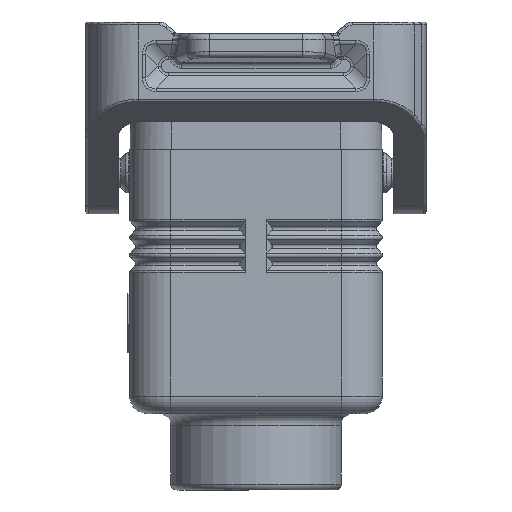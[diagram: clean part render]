
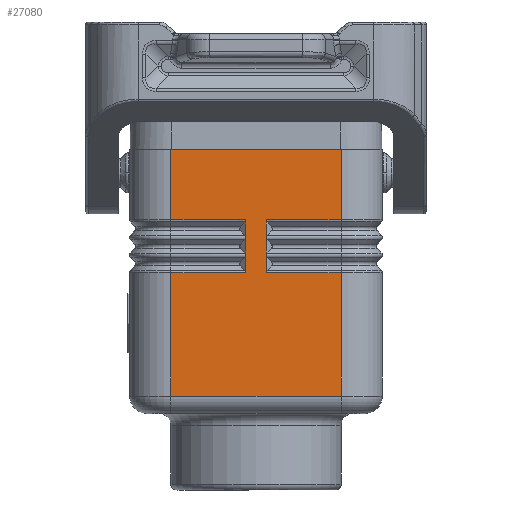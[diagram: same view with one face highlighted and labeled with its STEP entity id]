
A CAD part, left-side view. The second image highlights one B-rep face of the part: STEP entity #27080.
In plain terms, the highlighted planar face has unit normal (-1, 0, 0).
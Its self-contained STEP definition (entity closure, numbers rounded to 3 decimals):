
#9920=CARTESIAN_POINT('',(-36.5,14.5,42.));
#9930=VERTEX_POINT('',#9920);
#10610=CARTESIAN_POINT('',(-36.5,14.5,12.));
#10620=VERTEX_POINT('',#10610);
#16140=CARTESIAN_POINT('',(-36.5,-14.5,21.));
#16150=VERTEX_POINT('',#16140);
#16200=CARTESIAN_POINT('',(-36.5,-14.5,0.));
#16210=DIRECTION('',(0.,0.,1.));
#16220=VECTOR('',#16210,1.);
#16230=LINE('',#16200,#16220);
#16240=CARTESIAN_POINT('',(-36.5,-14.5,42.));
#16250=VERTEX_POINT('',#16240);
#16260=EDGE_CURVE('',#16150,#16250,#16230,.T.);
#23180=CARTESIAN_POINT('',(-36.5,14.5,42.));
#23190=DIRECTION('',(0.,-1.,0.));
#23200=VECTOR('',#23190,1.);
#23210=LINE('',#23180,#23200);
#23220=EDGE_CURVE('',#9930,#16250,#23210,.T.);
#25690=CARTESIAN_POINT('',(-36.5,-14.5,0.));
#25700=VERTEX_POINT('',#25690);
#26040=CARTESIAN_POINT('',(-36.5,14.5,0.));
#26050=VERTEX_POINT('',#26040);
#26080=CARTESIAN_POINT('',(-36.5,0.,0.));
#26090=DIRECTION('',(0.,-1.,0.));
#26100=VECTOR('',#26090,1.);
#26110=LINE('',#26080,#26100);
#26120=EDGE_CURVE('',#26050,#25700,#26110,.T.);
#26240=CARTESIAN_POINT('',(-36.5,0.,45.));
#26250=DIRECTION('',(-1.,0.,0.));
#26260=DIRECTION('',(0.,0.,1.));
#26270=AXIS2_PLACEMENT_3D('',#26240,#26250,#26260);
#26280=PLANE('',#26270);
#26290=CARTESIAN_POINT('',(-36.5,1.75,-5.));
#26300=DIRECTION('',(0.,0.,1.));
#26310=VECTOR('',#26300,1.);
#26320=LINE('',#26290,#26310);
#26330=CARTESIAN_POINT('',(-36.5,1.75,12.));
#26340=VERTEX_POINT('',#26330);
#26350=CARTESIAN_POINT('',(-36.5,1.75,15.));
#26360=VERTEX_POINT('',#26350);
#26370=EDGE_CURVE('',#26340,#26360,#26320,.T.);
#26380=ORIENTED_EDGE('',*,*,#26370,.F.);
#26390=CARTESIAN_POINT('',(-36.5,1.75,18.));
#26400=VERTEX_POINT('',#26390);
#26410=EDGE_CURVE('',#26360,#26400,#26320,.T.);
#26420=ORIENTED_EDGE('',*,*,#26410,.F.);
#26430=CARTESIAN_POINT('',(-36.5,1.75,21.));
#26440=VERTEX_POINT('',#26430);
#26450=EDGE_CURVE('',#26400,#26440,#26320,.T.);
#26460=ORIENTED_EDGE('',*,*,#26450,.F.);
#26470=CARTESIAN_POINT('',(-36.5,0.,21.));
#26480=DIRECTION('',(0.,1.,0.));
#26490=VECTOR('',#26480,1.);
#26500=LINE('',#26470,#26490);
#26510=CARTESIAN_POINT('',(-36.5,14.5,21.));
#26520=VERTEX_POINT('',#26510);
#26530=EDGE_CURVE('',#26440,#26520,#26500,.T.);
#26540=ORIENTED_EDGE('',*,*,#26530,.F.);
#26550=CARTESIAN_POINT('',(-36.5,14.5,0.));
#26560=DIRECTION('',(0.,0.,1.));
#26570=VECTOR('',#26560,1.);
#26580=LINE('',#26550,#26570);
#26590=EDGE_CURVE('',#26520,#9930,#26580,.T.);
#26600=ORIENTED_EDGE('',*,*,#26590,.F.);
#26610=ORIENTED_EDGE('',*,*,#23220,.F.);
#26620=ORIENTED_EDGE('',*,*,#16260,.T.);
#26630=CARTESIAN_POINT('',(-36.5,0.,21.));
#26640=DIRECTION('',(0.,-1.,0.));
#26650=VECTOR('',#26640,1.);
#26660=LINE('',#26630,#26650);
#26670=CARTESIAN_POINT('',(-36.5,-1.75,21.));
#26680=VERTEX_POINT('',#26670);
#26690=EDGE_CURVE('',#26680,#16150,#26660,.T.);
#26700=ORIENTED_EDGE('',*,*,#26690,.T.);
#26710=CARTESIAN_POINT('',(-36.5,-1.75,-5.));
#26720=DIRECTION('',(0.,0.,1.));
#26730=VECTOR('',#26720,1.);
#26740=LINE('',#26710,#26730);
#26750=CARTESIAN_POINT('',(-36.5,-1.75,18.));
#26760=VERTEX_POINT('',#26750);
#26770=EDGE_CURVE('',#26760,#26680,#26740,.T.);
#26780=ORIENTED_EDGE('',*,*,#26770,.T.);
#26790=CARTESIAN_POINT('',(-36.5,-1.75,15.));
#26800=VERTEX_POINT('',#26790);
#26810=EDGE_CURVE('',#26800,#26760,#26740,.T.);
#26820=ORIENTED_EDGE('',*,*,#26810,.T.);
#26830=CARTESIAN_POINT('',(-36.5,-1.75,12.));
#26840=VERTEX_POINT('',#26830);
#26850=EDGE_CURVE('',#26840,#26800,#26740,.T.);
#26860=ORIENTED_EDGE('',*,*,#26850,.T.);
#26870=CARTESIAN_POINT('',(-36.5,0.,12.));
#26880=DIRECTION('',(0.,-1.,0.));
#26890=VECTOR('',#26880,1.);
#26900=LINE('',#26870,#26890);
#26910=CARTESIAN_POINT('',(-36.5,-14.5,12.));
#26920=VERTEX_POINT('',#26910);
#26930=EDGE_CURVE('',#26840,#26920,#26900,.T.);
#26940=ORIENTED_EDGE('',*,*,#26930,.F.);
#26950=EDGE_CURVE('',#25700,#26920,#16230,.T.);
#26960=ORIENTED_EDGE('',*,*,#26950,.T.);
#26970=ORIENTED_EDGE('',*,*,#26120,.T.);
#26980=EDGE_CURVE('',#26050,#10620,#26580,.T.);
#26990=ORIENTED_EDGE('',*,*,#26980,.F.);
#27000=CARTESIAN_POINT('',(-36.5,0.,12.));
#27010=DIRECTION('',(0.,1.,0.));
#27020=VECTOR('',#27010,1.);
#27030=LINE('',#27000,#27020);
#27040=EDGE_CURVE('',#26340,#10620,#27030,.T.);
#27050=ORIENTED_EDGE('',*,*,#27040,.T.);
#27060=EDGE_LOOP('',(#27050,#26990,#26970,#26960,#26940,#26860,#26820,
#26780,#26700,#26620,#26610,#26600,#26540,#26460,#26420,#26380));
#27070=FACE_OUTER_BOUND('',#27060,.T.);
#27080=ADVANCED_FACE('',(#27070),#26280,.T.);
